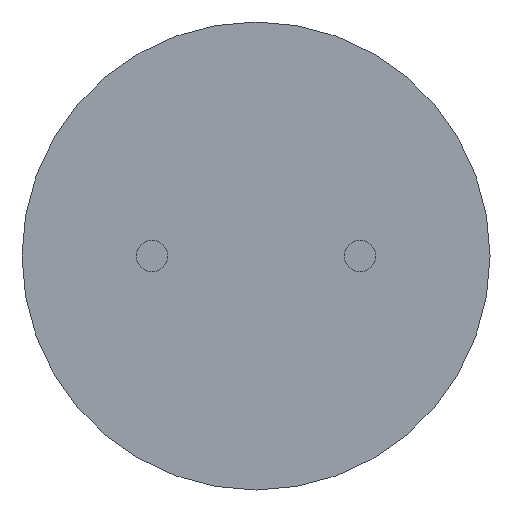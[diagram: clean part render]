
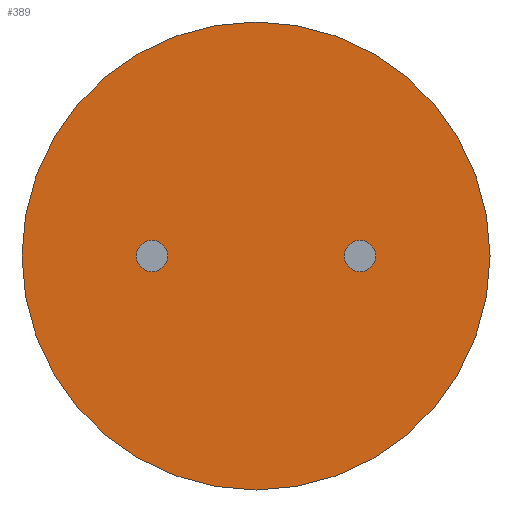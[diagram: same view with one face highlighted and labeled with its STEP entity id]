
A CAD part, front view. The second image highlights one B-rep face of the part: STEP entity #389.
In plain terms, the highlighted planar face has unit normal (0, -1, 0).
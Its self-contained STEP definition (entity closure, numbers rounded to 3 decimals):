
#14 = CIRCLE ( 'NONE', #489, 0.3 ) ;
#30 = DIRECTION ( 'NONE',  ( 0., 0., 1. ) ) ;
#34 = CARTESIAN_POINT ( 'NONE',  ( 0., 0., 0. ) ) ;
#45 = DIRECTION ( 'NONE',  ( 0., 1., 0. ) ) ;
#46 = DIRECTION ( 'NONE',  ( 0., -1., 0. ) ) ;
#53 = CARTESIAN_POINT ( 'NONE',  ( -2., 0., 0. ) ) ;
#69 = VERTEX_POINT ( 'NONE', #128 ) ;
#95 = ORIENTED_EDGE ( 'NONE', *, *, #386, .F. ) ;
#97 = EDGE_CURVE ( 'NONE', #585, #549, #14, .T. ) ;
#122 = ORIENTED_EDGE ( 'NONE', *, *, #717, .F. ) ;
#128 = CARTESIAN_POINT ( 'NONE',  ( -2., 0., -0.3 ) ) ;
#145 = FACE_OUTER_BOUND ( 'NONE', #184, .T. ) ;
#149 = AXIS2_PLACEMENT_3D ( 'NONE', #645, #228, #716 ) ;
#173 = VERTEX_POINT ( 'NONE', #800 ) ;
#184 = EDGE_LOOP ( 'NONE', ( #647, #95 ) ) ;
#208 = DIRECTION ( 'NONE',  ( 0., 0., 1. ) ) ;
#214 = CARTESIAN_POINT ( 'NONE',  ( -2., 0., 0. ) ) ;
#219 = CARTESIAN_POINT ( 'NONE',  ( 2., 0., 0. ) ) ;
#228 = DIRECTION ( 'NONE',  ( 0., 1., 0. ) ) ;
#260 = CARTESIAN_POINT ( 'NONE',  ( 2., 0., 0. ) ) ;
#262 = PLANE ( 'NONE',  #835 ) ;
#275 = DIRECTION ( 'NONE',  ( 0., 0., 1. ) ) ;
#280 = DIRECTION ( 'NONE',  ( 0., 0., 1. ) ) ;
#299 = ORIENTED_EDGE ( 'NONE', *, *, #97, .F. ) ;
#341 = VERTEX_POINT ( 'NONE', #833 ) ;
#343 = DIRECTION ( 'NONE',  ( 0., 1., 0. ) ) ;
#350 = DIRECTION ( 'NONE',  ( 0., 0., 1. ) ) ;
#375 = CIRCLE ( 'NONE', #531, 0.3 ) ;
#386 = EDGE_CURVE ( 'NONE', #401, #173, #463, .T. ) ;
#389 = ADVANCED_FACE ( 'NONE', ( #669, #145, #483 ), #262, .F. ) ;
#392 = ORIENTED_EDGE ( 'NONE', *, *, #739, .F. ) ;
#395 = CIRCLE ( 'NONE', #485, 0.3 ) ;
#401 = VERTEX_POINT ( 'NONE', #487 ) ;
#402 = EDGE_CURVE ( 'NONE', #549, #585, #696, .T. ) ;
#463 = CIRCLE ( 'NONE', #711, 4.5 ) ;
#471 = EDGE_LOOP ( 'NONE', ( #299, #525 ) ) ;
#483 = FACE_BOUND ( 'NONE', #471, .T. ) ;
#485 = AXIS2_PLACEMENT_3D ( 'NONE', #53, #621, #30 ) ;
#487 = CARTESIAN_POINT ( 'NONE',  ( 0., 0., 4.5 ) ) ;
#489 = AXIS2_PLACEMENT_3D ( 'NONE', #260, #46, #208 ) ;
#525 = ORIENTED_EDGE ( 'NONE', *, *, #402, .F. ) ;
#531 = AXIS2_PLACEMENT_3D ( 'NONE', #214, #699, #280 ) ;
#549 = VERTEX_POINT ( 'NONE', #845 ) ;
#585 = VERTEX_POINT ( 'NONE', #857 ) ;
#593 = CARTESIAN_POINT ( 'NONE',  ( 0., 0., 0. ) ) ;
#621 = DIRECTION ( 'NONE',  ( 0., -1., 0. ) ) ;
#639 = CIRCLE ( 'NONE', #149, 4.5 ) ;
#645 = CARTESIAN_POINT ( 'NONE',  ( 0., 0., 0. ) ) ;
#647 = ORIENTED_EDGE ( 'NONE', *, *, #838, .F. ) ;
#669 = FACE_BOUND ( 'NONE', #788, .T. ) ;
#696 = CIRCLE ( 'NONE', #794, 0.3 ) ;
#699 = DIRECTION ( 'NONE',  ( 0., -1., 0. ) ) ;
#711 = AXIS2_PLACEMENT_3D ( 'NONE', #593, #45, #786 ) ;
#716 = DIRECTION ( 'NONE',  ( 0., 0., 1. ) ) ;
#717 = EDGE_CURVE ( 'NONE', #341, #69, #395, .T. ) ;
#739 = EDGE_CURVE ( 'NONE', #69, #341, #375, .T. ) ;
#780 = DIRECTION ( 'NONE',  ( 0., -1., 0. ) ) ;
#786 = DIRECTION ( 'NONE',  ( 0., 0., 1. ) ) ;
#788 = EDGE_LOOP ( 'NONE', ( #122, #392 ) ) ;
#794 = AXIS2_PLACEMENT_3D ( 'NONE', #219, #780, #275 ) ;
#800 = CARTESIAN_POINT ( 'NONE',  ( 0., 0., -4.5 ) ) ;
#833 = CARTESIAN_POINT ( 'NONE',  ( -2., 0., 0.3 ) ) ;
#835 = AXIS2_PLACEMENT_3D ( 'NONE', #34, #343, #350 ) ;
#838 = EDGE_CURVE ( 'NONE', #173, #401, #639, .T. ) ;
#845 = CARTESIAN_POINT ( 'NONE',  ( 2., 0., -0.3 ) ) ;
#857 = CARTESIAN_POINT ( 'NONE',  ( 2., 0., 0.3 ) ) ;
